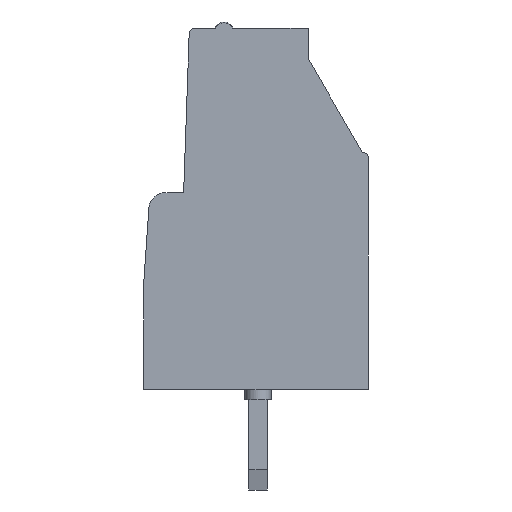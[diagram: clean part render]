
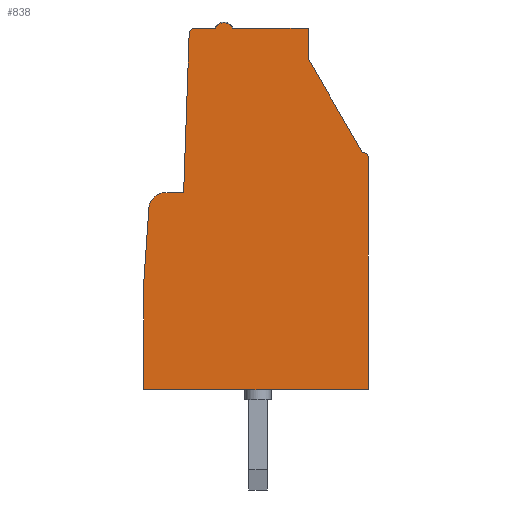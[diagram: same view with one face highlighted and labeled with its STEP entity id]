
A CAD part, left-side view. The second image highlights one B-rep face of the part: STEP entity #838.
In plain terms, the highlighted planar face has unit normal (-1, 0, 0).
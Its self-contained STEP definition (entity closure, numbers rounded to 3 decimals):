
#324 = VERTEX_POINT('',#325);
#325 = CARTESIAN_POINT('',(-2.602,-2.849,7.564
    ));
#333 = EDGE_CURVE('',#324,#334,#336,.T.);
#334 = VERTEX_POINT('',#335);
#335 = CARTESIAN_POINT('',(-2.602,-2.849,
    0.089));
#336 = LINE('',#337,#338);
#337 = CARTESIAN_POINT('',(-2.602,-2.849,
    11.144));
#338 = VECTOR('',#339,1.);
#339 = DIRECTION('',(0.,0.,-1.));
#498 = EDGE_CURVE('',#499,#324,#501,.T.);
#499 = VERTEX_POINT('',#500);
#500 = CARTESIAN_POINT('',(-2.602,-2.654,7.759
    ));
#501 = CIRCLE('',#502,0.195);
#502 = AXIS2_PLACEMENT_3D('',#503,#504,#505);
#503 = CARTESIAN_POINT('',(-2.602,-2.654,7.564
    ));
#504 = DIRECTION('',(1.,0.,0.));
#505 = DIRECTION('',(0.,1.,0.));
#724 = EDGE_CURVE('',#334,#725,#727,.T.);
#725 = VERTEX_POINT('',#726);
#726 = CARTESIAN_POINT('',(-2.602,4.431,
    0.089));
#727 = LINE('',#728,#729);
#728 = CARTESIAN_POINT('',(-2.602,4.612,
    0.089));
#729 = VECTOR('',#730,1.);
#730 = DIRECTION('',(0.,1.,0.));
#838 = ADVANCED_FACE('',(#839),#933,.T.);
#839 = FACE_BOUND('',#840,.T.);
#840 = EDGE_LOOP('',(#841,#842,#843,#844,#852,#860,#868,#877,#885,#894,
    #902,#910,#919,#927));
#841 = ORIENTED_EDGE('',*,*,#724,.F.);
#842 = ORIENTED_EDGE('',*,*,#333,.F.);
#843 = ORIENTED_EDGE('',*,*,#498,.F.);
#844 = ORIENTED_EDGE('',*,*,#845,.F.);
#845 = EDGE_CURVE('',#846,#499,#848,.T.);
#846 = VERTEX_POINT('',#847);
#847 = CARTESIAN_POINT('',(-2.602,-0.899,
    10.799));
#848 = LINE('',#849,#850);
#849 = CARTESIAN_POINT('',(-2.602,0.885,13.889)
  );
#850 = VECTOR('',#851,1.);
#851 = DIRECTION('',(0.,-0.5,-0.866));
#852 = ORIENTED_EDGE('',*,*,#853,.F.);
#853 = EDGE_CURVE('',#854,#846,#856,.T.);
#854 = VERTEX_POINT('',#855);
#855 = CARTESIAN_POINT('',(-2.602,-0.899,
    11.789));
#856 = LINE('',#857,#858);
#857 = CARTESIAN_POINT('',(-2.602,-0.899,
    12.761));
#858 = VECTOR('',#859,1.);
#859 = DIRECTION('',(0.,0.,-1.));
#860 = ORIENTED_EDGE('',*,*,#861,.F.);
#861 = EDGE_CURVE('',#862,#854,#864,.T.);
#862 = VERTEX_POINT('',#863);
#863 = CARTESIAN_POINT('',(-2.602,1.56,
    11.789));
#864 = LINE('',#865,#866);
#865 = CARTESIAN_POINT('',(-2.602,3.651,
    11.789));
#866 = VECTOR('',#867,1.);
#867 = DIRECTION('',(0.,-1.,0.));
#868 = ORIENTED_EDGE('',*,*,#869,.T.);
#869 = EDGE_CURVE('',#862,#870,#872,.T.);
#870 = VERTEX_POINT('',#871);
#871 = CARTESIAN_POINT('',(-2.602,2.102,
    11.789));
#872 = CIRCLE('',#873,0.301);
#873 = AXIS2_PLACEMENT_3D('',#874,#875,#876);
#874 = CARTESIAN_POINT('',(-2.602,1.831,11.659
    ));
#875 = DIRECTION('',(-1.,0.,0.));
#876 = DIRECTION('',(0.,1.,0.));
#877 = ORIENTED_EDGE('',*,*,#878,.F.);
#878 = EDGE_CURVE('',#879,#870,#881,.T.);
#879 = VERTEX_POINT('',#880);
#880 = CARTESIAN_POINT('',(-2.602,2.759,
    11.789));
#881 = LINE('',#882,#883);
#882 = CARTESIAN_POINT('',(-2.602,3.651,
    11.789));
#883 = VECTOR('',#884,1.);
#884 = DIRECTION('',(0.,-1.,0.));
#885 = ORIENTED_EDGE('',*,*,#886,.F.);
#886 = EDGE_CURVE('',#887,#879,#889,.T.);
#887 = VERTEX_POINT('',#888);
#888 = CARTESIAN_POINT('',(-2.602,2.954,
    11.601));
#889 = CIRCLE('',#890,0.195);
#890 = AXIS2_PLACEMENT_3D('',#891,#892,#893);
#891 = CARTESIAN_POINT('',(-2.602,2.759,
    11.594));
#892 = DIRECTION('',(1.,0.,0.));
#893 = DIRECTION('',(0.,1.,0.));
#894 = ORIENTED_EDGE('',*,*,#895,.F.);
#895 = EDGE_CURVE('',#896,#887,#898,.T.);
#896 = VERTEX_POINT('',#897);
#897 = CARTESIAN_POINT('',(-2.602,3.133,6.459
    ));
#898 = LINE('',#899,#900);
#899 = CARTESIAN_POINT('',(-2.602,2.991,
    10.526));
#900 = VECTOR('',#901,1.);
#901 = DIRECTION('',(0.,-0.035,
    0.999));
#902 = ORIENTED_EDGE('',*,*,#903,.F.);
#903 = EDGE_CURVE('',#904,#896,#906,.T.);
#904 = VERTEX_POINT('',#905);
#905 = CARTESIAN_POINT('',(-2.602,3.738,6.459)
  );
#906 = LINE('',#907,#908);
#907 = CARTESIAN_POINT('',(-2.602,5.157,6.459
    ));
#908 = VECTOR('',#909,1.);
#909 = DIRECTION('',(0.,-1.,0.));
#910 = ORIENTED_EDGE('',*,*,#911,.F.);
#911 = EDGE_CURVE('',#912,#904,#914,.T.);
#912 = VERTEX_POINT('',#913);
#913 = CARTESIAN_POINT('',(-2.602,4.257,5.975
    ));
#914 = CIRCLE('',#915,0.52);
#915 = AXIS2_PLACEMENT_3D('',#916,#917,#918);
#916 = CARTESIAN_POINT('',(-2.602,3.738,5.939)
  );
#917 = DIRECTION('',(1.,0.,0.));
#918 = DIRECTION('',(0.,1.,0.));
#919 = ORIENTED_EDGE('',*,*,#920,.F.);
#920 = EDGE_CURVE('',#921,#912,#923,.T.);
#921 = VERTEX_POINT('',#922);
#922 = CARTESIAN_POINT('',(-2.602,4.431,3.45)
  );
#923 = LINE('',#924,#925);
#924 = CARTESIAN_POINT('',(-2.602,3.961,
    10.249));
#925 = VECTOR('',#926,1.);
#926 = DIRECTION('',(0.,-0.069,
    0.998));
#927 = ORIENTED_EDGE('',*,*,#928,.F.);
#928 = EDGE_CURVE('',#725,#921,#929,.T.);
#929 = LINE('',#930,#931);
#930 = CARTESIAN_POINT('',(-2.602,4.431,9.086)
  );
#931 = VECTOR('',#932,1.);
#932 = DIRECTION('',(0.,0.,1.));
#933 = PLANE('',#934);
#934 = AXIS2_PLACEMENT_3D('',#935,#936,#937);
#935 = CARTESIAN_POINT('',(-2.602,6.576,
    14.723));
#936 = DIRECTION('',(-1.,0.,0.));
#937 = DIRECTION('',(0.,-1.,0.));
